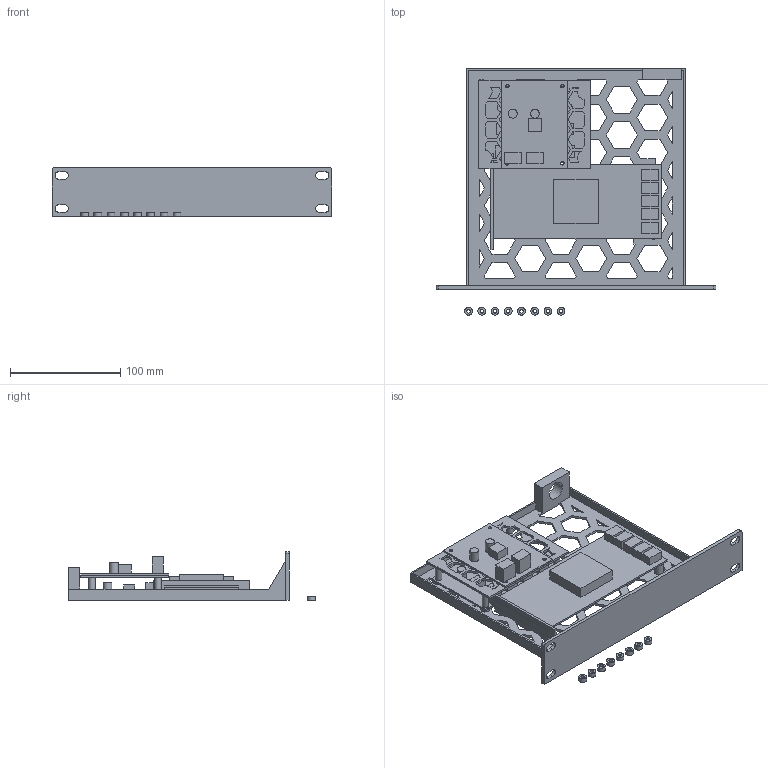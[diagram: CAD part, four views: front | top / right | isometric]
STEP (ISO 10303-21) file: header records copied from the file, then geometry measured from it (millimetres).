
FILE_DESCRIPTION(('Open CASCADE Model'),'2;1');
FILE_NAME('Rack Assembly V2','2025-12-03T08:26:00',('Author'),( 'Open CASCADE'),'Open CASCADE STEP processor 7.8','build123d', 'Unknown');
FILE_SCHEMA(('AUTOMOTIVE_DESIGN { 1 0 10303 214 1 1 1 1 }'));
Length unit declared in the file: millimetre
Products named in the file (71): Rack Assembly V2; Tray; ASSEMBLY; SOLID; Bridge; Spacers; DC-DC Board; SATA Board; PCIe Card
Assembly tree (85 placements, depth 5):
  Rack Assembly V2
    Tray
      ASSEMBLY
        SOLID
    Bridge
      ASSEMBLY
        SOLID
    Spacers
      ASSEMBLY
        SOLID
        SOLID
        SOLID
        SOLID
        SOLID
        SOLID
        SOLID
        SOLID
    DC-DC Board
      ASSEMBLY
        ASSEMBLY
          SOLID
      ASSEMBLY
        ASSEMBLY
          SOLID
      ASSEMBLY
        ASSEMBLY
          SOLID
      ASSEMBLY
        ASSEMBLY
          SOLID
      ASSEMBLY
        ASSEMBLY
          SOLID
      ASSEMBLY
        ASSEMBLY
          SOLID
      ASSEMBLY
        ASSEMBLY
          SOLID
      ASSEMBLY
        ASSEMBLY
          SOLID
      ASSEMBLY
        ASSEMBLY
          SOLID
      ASSEMBLY
        ASSEMBLY
          SOLID
      ASSEMBLY
        ASSEMBLY
          SOLID
      ASSEMBLY
        ASSEMBLY
          SOLID
      ASSEMBLY
        ASSEMBLY
          SOLID
    SATA Board
      ASSEMBLY
        ASSEMBLY
Bounding box: 254 x 223.5 x 44.45 mm (x, y, z)
Volume: 192097.6 mm3; surface area: 175309.6 mm2
Topology: 37 solids, 37 shells, 740 faces, 1970 edges, 1310 vertices
Faces by surface type: plane 655, cylinder 85
Full cylindrical faces by diameter (mm): 2.8 x10, 3 x4, 3.2 x12, 6 x8, 7 x8, 8 x12, 17 x1
Entity records: 46400 total; most frequent: CARTESIAN_POINT 7741, DIRECTION 6967, LINE 4973, VECTOR 4973, ORIENTED_EDGE 3652, PCURVE 3652, DEFINITIONAL_REPRESENTATION 3652, EDGE_CURVE 1826
